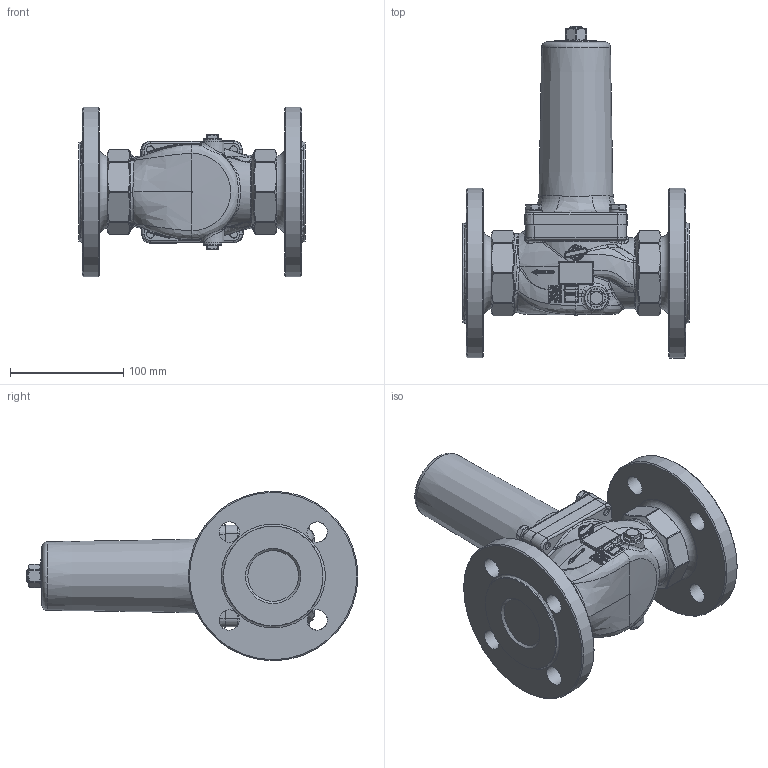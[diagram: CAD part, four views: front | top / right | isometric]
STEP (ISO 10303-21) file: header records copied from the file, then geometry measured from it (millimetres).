
FILE_DESCRIPTION(/* description */ (''),/* implementation_level */ '2;1');
FILE_NAME(/* name */ '080206.stp',/* time_stamp */ '2015-10-22T20:13:39+02:00',/* author */ ('powierski'),/* organization */ (''),/* preprocessor_version */ 'ST-DEVELOPER v15.6',/* originating_system */ 'Autodesk Inventor 2015',/* authorisation */ '');
FILE_SCHEMA (('AUTOMOTIVE_DESIGN { 1 0 10303 214 3 1 1 }'));
Products named in the file (1): 080206_step
Bounding box: 200 x 293.57 x 150 mm (x, y, z)
Volume: 1929422.6 mm3; surface area: 174250.3 mm2
Topology: 1 solids, 4 shells, 1337 faces, 3266 edges, 1907 vertices
Faces by surface type: bspline 629, plane 261, cylinder 260, cone 96, torus 47, sphere 44
Full cylindrical faces by diameter (mm): 6.647 x4, 8 x4, 8.5 x4, 10 x3, 12 x2, 12.2 x1, 16.5 x2, 18 x8, 20 x1, 44.85 x1, 83.4 x1, 88 x2, 150 x2
Entity records: 68404 total; most frequent: CARTESIAN_POINT 40930, ORIENTED_EDGE 6214, DIRECTION 3975, EDGE_CURVE 3107, VERTEX_POINT 1866, AXIS2_PLACEMENT_3D 1698, EDGE_LOOP 1459, B_SPLINE_CURVE_WITH_KNOTS 1423
